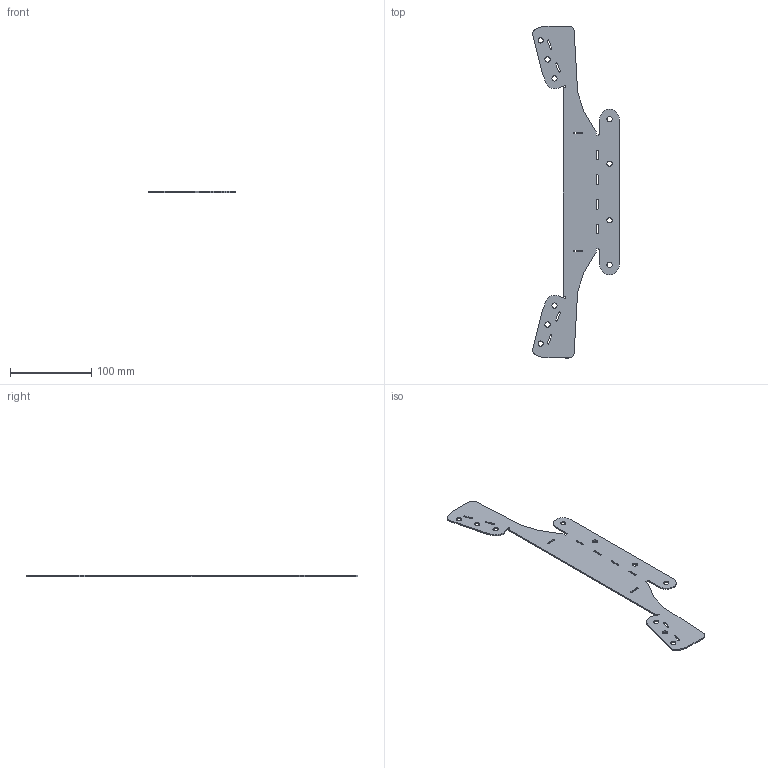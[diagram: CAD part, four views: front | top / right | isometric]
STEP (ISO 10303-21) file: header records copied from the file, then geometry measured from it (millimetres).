
FILE_DESCRIPTION (( 'STEP AP214' ), '1' );
FILE_NAME ('24 - pan back (flat).STEP', '2016-11-26T22:37:14', ( '' ), ( '' ), 'SwSTEP 2.0', 'SolidWorks 2014', '' );
FILE_SCHEMA (( 'AUTOMOTIVE_DESIGN' ));
Length unit declared in the file: millimetre
Products named in the file (1): 24 - pan back (flat)
Bounding box: 106.83 x 409.85 x 1.65 mm (x, y, z)
Volume: 33928.6 mm3; surface area: 43744.3 mm2
Topology: 1 solids, 1 shells, 132 faces, 390 edges, 260 vertices
Faces by surface type: cylinder 80, plane 52
Entity records: 4590 total; most frequent: DIRECTION 814, CARTESIAN_POINT 789, ORIENTED_EDGE 780, EDGE_CURVE 390, AXIS2_PLACEMENT_3D 293, VERTEX_POINT 260, LINE 228, VECTOR 228
